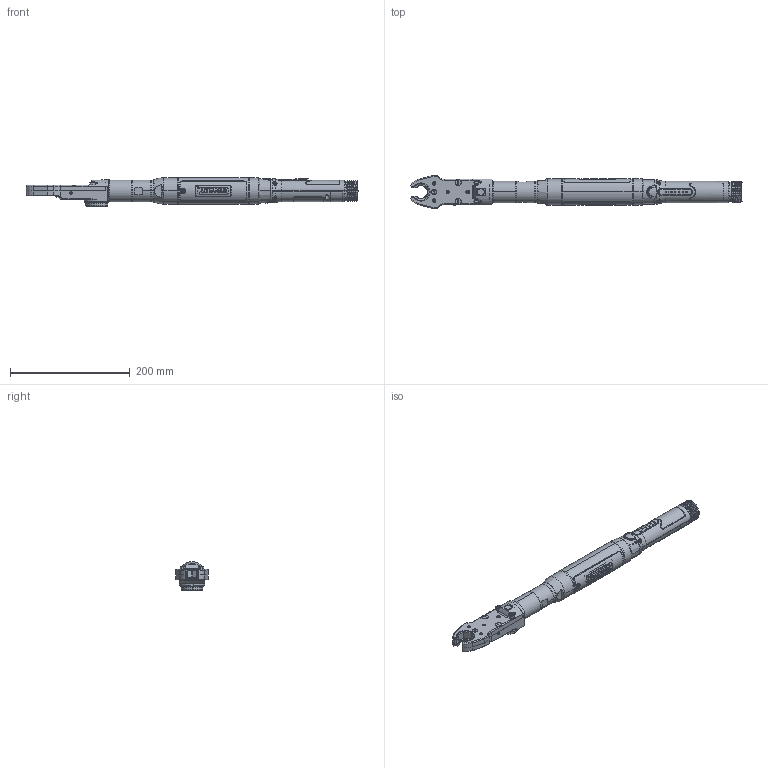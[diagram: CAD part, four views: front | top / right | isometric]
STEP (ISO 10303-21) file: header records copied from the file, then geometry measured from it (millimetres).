
FILE_DESCRIPTION((''),'2;1');
FILE_NAME('EB33LT264-50','2018-02-27T',('CEG0317'),(''),'PRO/ENGINEER BY PARAMETRIC TECHNOLOGY CORPORATION, 2010430','PRO/ENGINEER BY PARAMETRIC TECHNOLOGY CORPORATION, 2010430','');
FILE_SCHEMA(('CONFIG_CONTROL_DESIGN'));
Length unit declared in the file: inch
Products named in the file (1): EB33LT264-50
Bounding box: 553.94 x 54 x 47.9 mm (x, y, z)
Surface area: 162455.1 mm2 (no closed solid volume)
Topology: 0 solids, 139 shells, 2027 faces, 8270 edges, 6071 vertices
Faces by surface type: cylinder 751, plane 478, bspline 343, cone 193, extrusion 130, torus 117, sphere 15
Entity records: 135472 total; most frequent: CARTESIAN_POINT 74210, ORIENTED_EDGE 12211, DIRECTION 11016, EDGE_CURVE 8268, VERTEX_POINT 6071, AXIS2_PLACEMENT_3D 4070, B_SPLINE_CURVE_WITH_KNOTS 3136, VECTOR 2876
